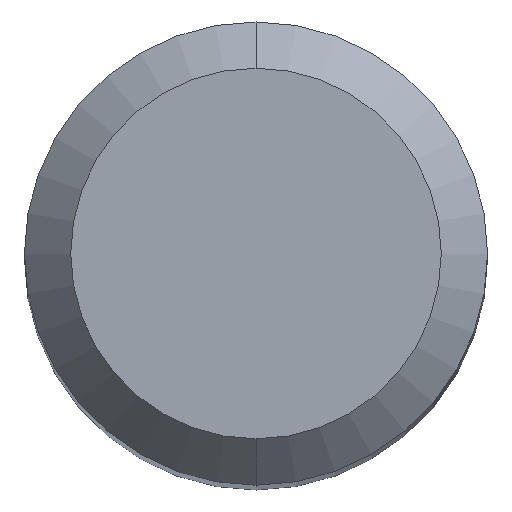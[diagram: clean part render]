
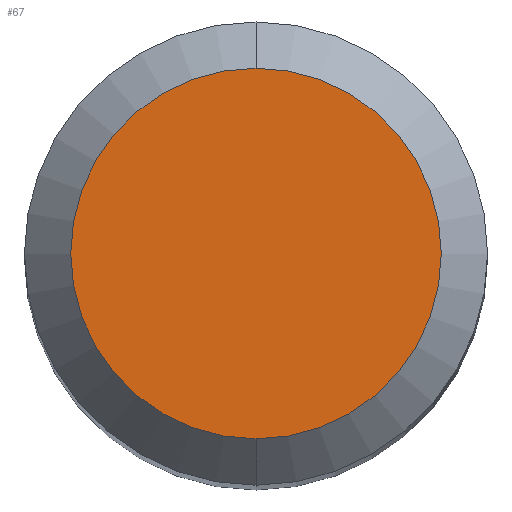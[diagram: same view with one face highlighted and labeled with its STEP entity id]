
A CAD part, top view. The second image highlights one B-rep face of the part: STEP entity #67.
In plain terms, the highlighted planar face has unit normal (0, 0, 1).
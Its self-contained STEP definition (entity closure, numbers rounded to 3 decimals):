
#67=ADVANCED_FACE('',(#137),#138,.T.);
#137=FACE_OUTER_BOUND('',#210,.T.);
#138=PLANE('',#211);
#210=EDGE_LOOP('',(#310,#311));
#211=AXIS2_PLACEMENT_3D('',#312,#313,#314);
#310=ORIENTED_EDGE('',*,*,#378,.F.);
#311=ORIENTED_EDGE('',*,*,#382,.F.);
#312=CARTESIAN_POINT('',(0.,1.2,36.));
#313=DIRECTION('',(0.,0.,1.0));
#314=DIRECTION('',(0.,-1.0,0.));
#378=EDGE_CURVE('',#439,#441,#442,.T.);
#382=EDGE_CURVE('',#441,#439,#446,.T.);
#439=VERTEX_POINT('',#501);
#441=VERTEX_POINT('',#504);
#442=CIRCLE('',#505,2.4);
#446=CIRCLE('',#510,2.4);
#501=CARTESIAN_POINT('',(0.,2.4,36.));
#504=CARTESIAN_POINT('',(0.,-2.4,36.));
#505=AXIS2_PLACEMENT_3D('',#554,#555,#556);
#510=AXIS2_PLACEMENT_3D('',#561,#562,#563);
#554=CARTESIAN_POINT('',(0.,0.0,36.));
#555=DIRECTION('',(0.,0.0,-1.0));
#556=DIRECTION('',(0.0,1.0,0.0));
#561=CARTESIAN_POINT('',(0.,0.0,36.));
#562=DIRECTION('',(0.,0.0,-1.0));
#563=DIRECTION('',(0.0,1.0,0.0));
